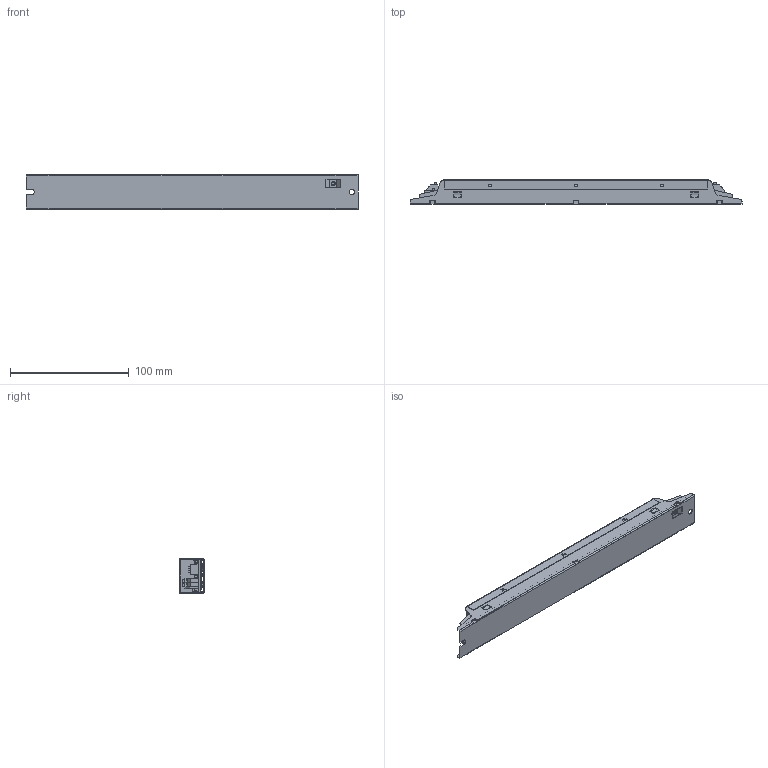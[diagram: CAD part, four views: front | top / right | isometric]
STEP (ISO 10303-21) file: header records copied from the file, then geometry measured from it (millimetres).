
FILE_DESCRIPTION(('Creo Elements/Direct Modeling STEP Export'),'2;1');
FILE_NAME('M7.2_EasyLine_DIP_switch_L_120V.stp','2022-12-08T12:56:11',(''),(''),'Creo Elements/Direct Modeling STEP processor for AP214 (Solid Model)','Creo Elements/Direct Modeling 20.5 09-Apr-2022 (C) Parametric Technology GmbH','');
FILE_SCHEMA(('AUTOMOTIVE_DESIGN { 1 0 10303 214 1 1 1 1 }'));
Products named in the file (7): board; clamp_output_red; bottom; cover_top; foil; clamp_output_gray; EBB-20-A0_2022-12-06.stp
Assembly tree (6 placements, depth 2):
  EBB-20-A0_2022-12-06.stp
    clamp_output_gray
    foil
    cover_top
    bottom
    clamp_output_red
    board
Bounding box: 280 x 21 x 30 mm (x, y, z)
Volume: 49395.9 mm3; surface area: 137385.7 mm2
Topology: 6 solids, 7 shells, 2784 faces, 7454 edges, 4794 vertices
Faces by surface type: plane 1995, cylinder 589, torus 150, sphere 42, bspline 8
Entity records: 108303 total; most frequent: CARTESIAN_POINT 16996, ORIENTED_EDGE 14800, DIRECTION 13960, EDGE_CURVE 7400, VECTOR 5792, LINE 5792, VERTEX_POINT 4794, AXIS2_PLACEMENT_3D 4084
